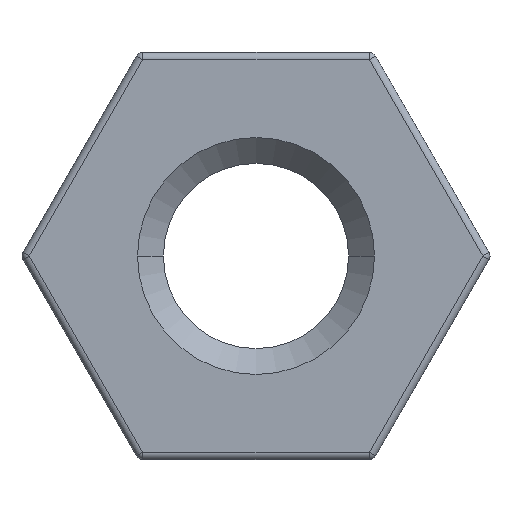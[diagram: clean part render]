
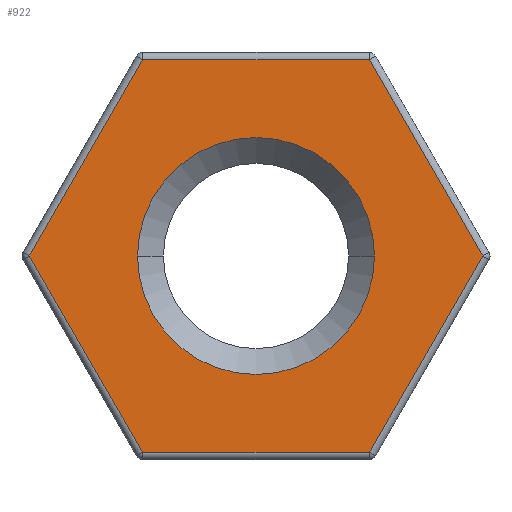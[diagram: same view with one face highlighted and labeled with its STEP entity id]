
A CAD part, left-side view. The second image highlights one B-rep face of the part: STEP entity #922.
In plain terms, the highlighted planar face has unit normal (-1, 0, 0).
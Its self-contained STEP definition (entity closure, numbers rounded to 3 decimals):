
#2 = ORIENTED_EDGE ( 'NONE', *, *, #235, .T. ) ;
#11 = DIRECTION ( 'NONE',  ( 0., 0.5, 0.866 ) ) ;
#13 = CARTESIAN_POINT ( 'NONE',  ( 0., 1.53, 2.65 ) ) ;
#16 = CARTESIAN_POINT ( 'NONE',  ( 0., -2.295, 1.325 ) ) ;
#23 = AXIS2_PLACEMENT_3D ( 'NONE', #1016, #1013, #1007 ) ;
#55 = AXIS2_PLACEMENT_3D ( 'NONE', #732, #725, #717 ) ;
#63 = CARTESIAN_POINT ( 'NONE',  ( 0., -3.06, 0. ) ) ;
#71 = CARTESIAN_POINT ( 'NONE',  ( 0., -1.6, 0. ) ) ;
#77 = DIRECTION ( 'NONE',  ( 0., -0.5, -0.866 ) ) ;
#86 = CARTESIAN_POINT ( 'NONE',  ( 0., 1.6, 0. ) ) ;
#106 = DIRECTION ( 'NONE',  ( 0., 1., 0. ) ) ;
#112 = DIRECTION ( 'NONE',  ( 1., 0., 0. ) ) ;
#156 = EDGE_CURVE ( 'NONE', #851, #912, #457, .T. ) ;
#161 = EDGE_CURVE ( 'NONE', #978, #580, #432, .T. ) ;
#179 = CARTESIAN_POINT ( 'NONE',  ( 0., 2.295, -1.325 ) ) ;
#181 = EDGE_CURVE ( 'NONE', #895, #851, #395, .T. ) ;
#185 = EDGE_CURVE ( 'NONE', #965, #942, #390, .T. ) ;
#225 = EDGE_CURVE ( 'NONE', #912, #644, #315, .T. ) ;
#234 = VECTOR ( 'NONE', #778, 1000. ) ;
#235 = EDGE_CURVE ( 'NONE', #644, #978, #276, .T. ) ;
#237 = EDGE_CURVE ( 'NONE', #942, #965, #270, .T. ) ;
#240 = LINE ( 'NONE', #780, #234 ) ;
#244 = EDGE_CURVE ( 'NONE', #580, #895, #240, .T. ) ;
#267 = VECTOR ( 'NONE', #1056, 1000. ) ;
#270 = CIRCLE ( 'NONE', #23, 1.6 ) ;
#276 = LINE ( 'NONE', #973, #267 ) ;
#312 = VECTOR ( 'NONE', #1205, 1000. ) ;
#315 = LINE ( 'NONE', #1207, #312 ) ;
#321 = AXIS2_PLACEMENT_3D ( 'NONE', #754, #112, #106 ) ;
#388 = VECTOR ( 'NONE', #1214, 1000. ) ;
#390 = CIRCLE ( 'NONE', #55, 1.6 ) ;
#395 = LINE ( 'NONE', #626, #388 ) ;
#426 = VECTOR ( 'NONE', #11, 1000. ) ;
#432 = LINE ( 'NONE', #16, #426 ) ;
#438 = VECTOR ( 'NONE', #77, 1000. ) ;
#457 = LINE ( 'NONE', #179, #438 ) ;
#543 = FACE_BOUND ( 'NONE', #1173, .T. ) ;
#580 = VERTEX_POINT ( 'NONE', #1120 ) ;
#608 = PLANE ( 'NONE',  #321 ) ;
#626 = CARTESIAN_POINT ( 'NONE',  ( 0., 2.295, 1.325 ) ) ;
#644 = VERTEX_POINT ( 'NONE', #810 ) ;
#655 = ORIENTED_EDGE ( 'NONE', *, *, #181, .T. ) ;
#717 = DIRECTION ( 'NONE',  ( 0., 1., 0. ) ) ;
#725 = DIRECTION ( 'NONE',  ( 1., 0., 0. ) ) ;
#732 = CARTESIAN_POINT ( 'NONE',  ( 0., 0., 0. ) ) ;
#741 = CARTESIAN_POINT ( 'NONE',  ( 0., 1.53, -2.65 ) ) ;
#754 = CARTESIAN_POINT ( 'NONE',  ( 0., 0., 0. ) ) ;
#762 = FACE_OUTER_BOUND ( 'NONE', #1132, .T. ) ;
#774 = CARTESIAN_POINT ( 'NONE',  ( 0., 3.06, 0. ) ) ;
#778 = DIRECTION ( 'NONE',  ( 0., 1., 0. ) ) ;
#780 = CARTESIAN_POINT ( 'NONE',  ( 0., 0., 2.65 ) ) ;
#810 = CARTESIAN_POINT ( 'NONE',  ( 0., -1.53, -2.65 ) ) ;
#851 = VERTEX_POINT ( 'NONE', #774 ) ;
#895 = VERTEX_POINT ( 'NONE', #13 ) ;
#896 = ORIENTED_EDGE ( 'NONE', *, *, #185, .T. ) ;
#912 = VERTEX_POINT ( 'NONE', #741 ) ;
#921 = ORIENTED_EDGE ( 'NONE', *, *, #156, .T. ) ;
#922 = ADVANCED_FACE ( 'NONE', ( #762, #543 ), #608, .F. ) ;
#942 = VERTEX_POINT ( 'NONE', #71 ) ;
#965 = VERTEX_POINT ( 'NONE', #86 ) ;
#973 = CARTESIAN_POINT ( 'NONE',  ( 0., -2.295, -1.325 ) ) ;
#978 = VERTEX_POINT ( 'NONE', #63 ) ;
#979 = ORIENTED_EDGE ( 'NONE', *, *, #161, .T. ) ;
#1007 = DIRECTION ( 'NONE',  ( 0., 1., 0. ) ) ;
#1013 = DIRECTION ( 'NONE',  ( 1., 0., 0. ) ) ;
#1016 = CARTESIAN_POINT ( 'NONE',  ( 0., 0., 0. ) ) ;
#1056 = DIRECTION ( 'NONE',  ( 0., -0.5, 0.866 ) ) ;
#1070 = ORIENTED_EDGE ( 'NONE', *, *, #237, .T. ) ;
#1097 = ORIENTED_EDGE ( 'NONE', *, *, #225, .T. ) ;
#1120 = CARTESIAN_POINT ( 'NONE',  ( 0., -1.53, 2.65 ) ) ;
#1132 = EDGE_LOOP ( 'NONE', ( #979, #1144, #655, #921, #1097, #2 ) ) ;
#1144 = ORIENTED_EDGE ( 'NONE', *, *, #244, .T. ) ;
#1173 = EDGE_LOOP ( 'NONE', ( #896, #1070 ) ) ;
#1205 = DIRECTION ( 'NONE',  ( 0., -1., 0. ) ) ;
#1207 = CARTESIAN_POINT ( 'NONE',  ( 0., 0., -2.65 ) ) ;
#1214 = DIRECTION ( 'NONE',  ( 0., 0.5, -0.866 ) ) ;
